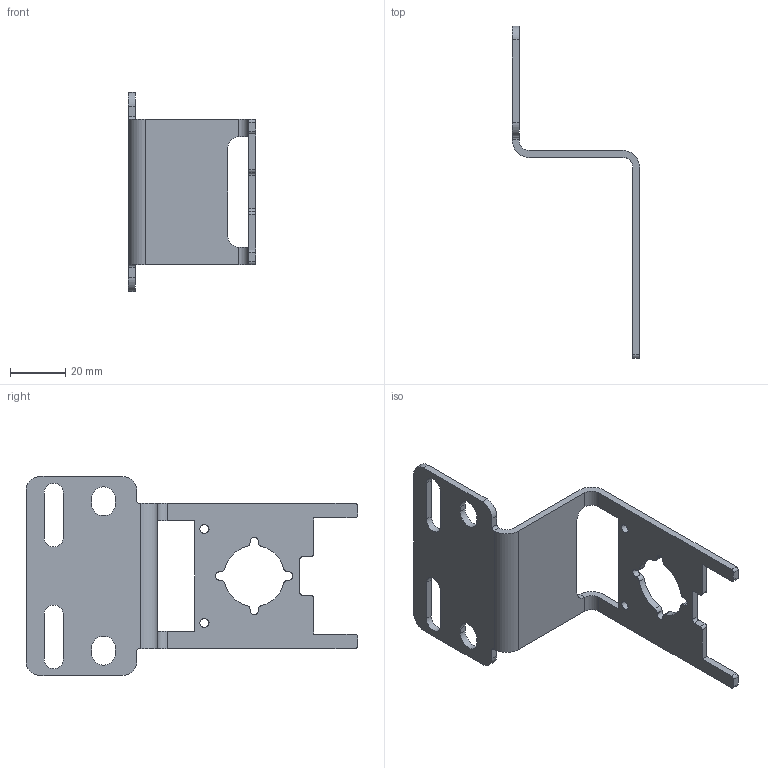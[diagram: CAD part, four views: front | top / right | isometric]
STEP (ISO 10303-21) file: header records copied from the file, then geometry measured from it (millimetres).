
FILE_DESCRIPTION((''),'2;1');
FILE_NAME('BW2_1225.stp','2007-11-19T08:39:07',('DHinz'),(''),'Autodesk Inventor 10','Autodesk Inventor 10','');
FILE_SCHEMA(('AUTOMOTIVE_DESIGN { 1 0 10303 214 1 1 1 1 }'));
Length unit declared in the file: millimetre
Products named in the file (1): 10008110
Bounding box: 46 x 120 x 72 mm (x, y, z)
Volume: 16634.1 mm3; surface area: 15525 mm2
Topology: 1 solids, 1 shells, 90 faces, 268 edges, 178 vertices
Faces by surface type: cylinder 46, plane 42, bspline 2
Entity records: 3105 total; most frequent: CARTESIAN_POINT 565, DIRECTION 538, ORIENTED_EDGE 528, EDGE_CURVE 264, AXIS2_PLACEMENT_3D 185, VERTEX_POINT 176, VECTOR 168, LINE 168
